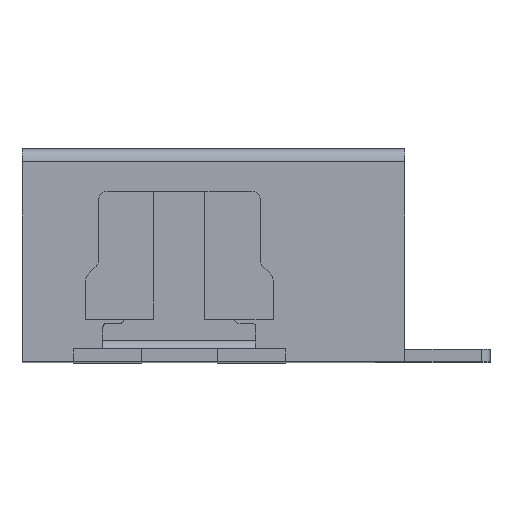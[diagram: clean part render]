
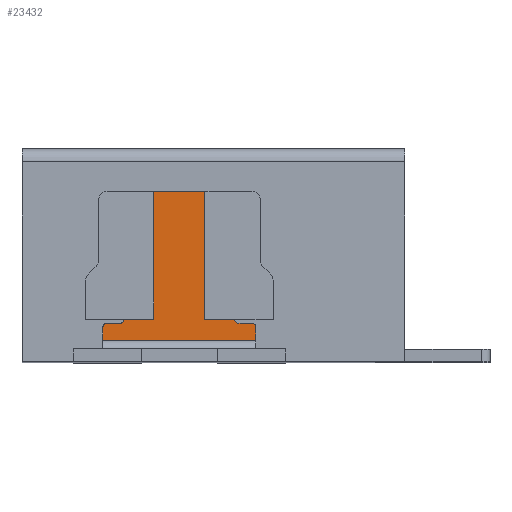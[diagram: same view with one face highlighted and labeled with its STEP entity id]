
A CAD part, top view. The second image highlights one B-rep face of the part: STEP entity #23432.
In plain terms, the highlighted planar face has unit normal (0, 0, 1).
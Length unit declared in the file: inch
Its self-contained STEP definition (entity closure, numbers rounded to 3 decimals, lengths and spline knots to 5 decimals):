
#193 = CARTESIAN_POINT ( 'NONE',  ( -0.45428, -0.64259, 0.24016 ) ) ;
#358 = VECTOR ( 'NONE', #14101, 39.37008 ) ;
#430 = PLANE ( 'NONE',  #20316 ) ;
#437 = ORIENTED_EDGE ( 'NONE', *, *, #12072, .T. ) ;
#666 = CARTESIAN_POINT ( 'NONE',  ( -0.44247, -0.64259, 0.24016 ) ) ;
#772 = VERTEX_POINT ( 'NONE', #13118 ) ;
#867 = VERTEX_POINT ( 'NONE', #193 ) ;
#1416 = LINE ( 'NONE', #10268, #21905 ) ;
#1523 = DIRECTION ( 'NONE',  ( -1., 0., 0. ) ) ;
#1579 = VECTOR ( 'NONE', #3635, 39.37008 ) ;
#1631 = EDGE_CURVE ( 'NONE', #15444, #9983, #9229, .T. ) ;
#1638 = CARTESIAN_POINT ( 'NONE',  ( -0.45822, -0.54416, 0.24016 ) ) ;
#2284 = ORIENTED_EDGE ( 'NONE', *, *, #12163, .T. ) ;
#2697 = DIRECTION ( 'NONE',  ( 0., 1., 0. ) ) ;
#2746 = ORIENTED_EDGE ( 'NONE', *, *, #7613, .T. ) ;
#3174 = VERTEX_POINT ( 'NONE', #22046 ) ;
#3206 = VERTEX_POINT ( 'NONE', #18329 ) ;
#3475 = CARTESIAN_POINT ( 'NONE',  ( -0.33224, -0.64259, 0.24016 ) ) ;
#3511 = CARTESIAN_POINT ( 'NONE',  ( -0.36373, -0.52054, 0.24016 ) ) ;
#3547 = ORIENTED_EDGE ( 'NONE', *, *, #10815, .T. ) ;
#3635 = DIRECTION ( 'NONE',  ( -1., 0., 0. ) ) ;
#4385 = DIRECTION ( 'NONE',  ( 0., 1., 0. ) ) ;
#4678 = LINE ( 'NONE', #15778, #9923 ) ;
#5046 = AXIS2_PLACEMENT_3D ( 'NONE', #19766, #12371, #23193 ) ;
#5406 = VECTOR ( 'NONE', #2697, 39.37008 ) ;
#5634 = EDGE_CURVE ( 'NONE', #3206, #7204, #4678, .T. ) ;
#5853 = ORIENTED_EDGE ( 'NONE', *, *, #15110, .T. ) ;
#6095 = DIRECTION ( 'NONE',  ( -1., 0., 0. ) ) ;
#6172 = CARTESIAN_POINT ( 'NONE',  ( -0.43854, -0.63865, 0.24016 ) ) ;
#6255 = DIRECTION ( 'NONE',  ( 1., 0., 0. ) ) ;
#6287 = LINE ( 'NONE', #22506, #1579 ) ;
#6563 = AXIS2_PLACEMENT_3D ( 'NONE', #18210, #18038, #17891 ) ;
#6578 = EDGE_CURVE ( 'NONE', #7204, #22328, #23686, .T. ) ;
#6713 = EDGE_CURVE ( 'NONE', #9983, #867, #1416, .T. ) ;
#6883 = CARTESIAN_POINT ( 'NONE',  ( -0.41098, -0.63865, 0.24016 ) ) ;
#6895 = ORIENTED_EDGE ( 'NONE', *, *, #16766, .T. ) ;
#6986 = LINE ( 'NONE', #1638, #12851 ) ;
#7204 = VERTEX_POINT ( 'NONE', #13006 ) ;
#7613 = EDGE_CURVE ( 'NONE', #20420, #15444, #15391, .T. ) ;
#7959 = DIRECTION ( 'NONE',  ( 0., 0., -1. ) ) ;
#8027 = CARTESIAN_POINT ( 'NONE',  ( -0.46413, -0.63865, 0.24016 ) ) ;
#8087 = ORIENTED_EDGE ( 'NONE', *, *, #9459, .T. ) ;
#8735 = CARTESIAN_POINT ( 'NONE',  ( -0.46413, -0.52054, 0.24016 ) ) ;
#8929 = VECTOR ( 'NONE', #1523, 39.37008 ) ;
#9149 = VERTEX_POINT ( 'NONE', #3475 ) ;
#9229 = CIRCLE ( 'NONE', #9867, 0.00394 ) ;
#9263 = EDGE_CURVE ( 'NONE', #21337, #9149, #6287, .T. ) ;
#9350 = CARTESIAN_POINT ( 'NONE',  ( -0.31649, -0.64652, 0.24016 ) ) ;
#9403 = LINE ( 'NONE', #8027, #19074 ) ;
#9459 = EDGE_CURVE ( 'NONE', #3174, #13379, #10345, .T. ) ;
#9867 = AXIS2_PLACEMENT_3D ( 'NONE', #12872, #11330, #20456 ) ;
#9907 = EDGE_CURVE ( 'NONE', #18761, #3174, #9403, .T. ) ;
#9923 = VECTOR ( 'NONE', #10187, 39.37008 ) ;
#9983 = VERTEX_POINT ( 'NONE', #666 ) ;
#10187 = DIRECTION ( 'NONE',  ( 1., 0., 0. ) ) ;
#10268 = CARTESIAN_POINT ( 'NONE',  ( -0.46413, -0.64259, 0.24016 ) ) ;
#10295 = LINE ( 'NONE', #21345, #358 ) ;
#10345 = LINE ( 'NONE', #21496, #5406 ) ;
#10815 = EDGE_CURVE ( 'NONE', #9149, #18761, #19833, .T. ) ;
#10900 = CIRCLE ( 'NONE', #6563, 0.00394 ) ;
#11109 = CARTESIAN_POINT ( 'NONE',  ( -0.46413, -0.63865, 0.24016 ) ) ;
#11330 = DIRECTION ( 'NONE',  ( 0., 0., -1. ) ) ;
#11907 = EDGE_LOOP ( 'NONE', ( #8087, #2284, #21694, #2746, #22827, #21192, #6895, #5853, #18586, #18063, #437, #12765, #3547, #14382 ) ) ;
#12072 = EDGE_CURVE ( 'NONE', #22328, #21337, #18208, .T. ) ;
#12163 = EDGE_CURVE ( 'NONE', #13379, #17805, #22242, .T. ) ;
#12371 = DIRECTION ( 'NONE',  ( 0., 0., 1. ) ) ;
#12516 = DIRECTION ( 'NONE',  ( -1., 0., 0. ) ) ;
#12765 = ORIENTED_EDGE ( 'NONE', *, *, #9263, .T. ) ;
#12851 = VECTOR ( 'NONE', #24176, 39.37008 ) ;
#12872 = CARTESIAN_POINT ( 'NONE',  ( -0.44247, -0.63865, 0.24016 ) ) ;
#13006 = CARTESIAN_POINT ( 'NONE',  ( -0.31649, -0.65833, 0.24016 ) ) ;
#13118 = CARTESIAN_POINT ( 'NONE',  ( -0.45822, -0.64652, 0.24016 ) ) ;
#13181 = VECTOR ( 'NONE', #4385, 39.37008 ) ;
#13379 = VERTEX_POINT ( 'NONE', #3511 ) ;
#13480 = CARTESIAN_POINT ( 'NONE',  ( -0.31649, -0.54416, 0.24016 ) ) ;
#13551 = CARTESIAN_POINT ( 'NONE',  ( -0.32043, -0.64259, 0.24016 ) ) ;
#14101 = DIRECTION ( 'NONE',  ( 0., -1., 0. ) ) ;
#14382 = ORIENTED_EDGE ( 'NONE', *, *, #9907, .T. ) ;
#15110 = EDGE_CURVE ( 'NONE', #772, #3206, #6986, .T. ) ;
#15336 = DIRECTION ( 'NONE',  ( 0., 0., 1. ) ) ;
#15391 = LINE ( 'NONE', #11109, #8929 ) ;
#15444 = VERTEX_POINT ( 'NONE', #6172 ) ;
#15778 = CARTESIAN_POINT ( 'NONE',  ( -0.45035, -0.65833, 0.24016 ) ) ;
#15837 = VECTOR ( 'NONE', #12516, 39.37008 ) ;
#16687 = EDGE_CURVE ( 'NONE', #17805, #20420, #10295, .T. ) ;
#16766 = EDGE_CURVE ( 'NONE', #867, #772, #10900, .T. ) ;
#17379 = DIRECTION ( 'NONE',  ( -1., 0., 0. ) ) ;
#17496 = CARTESIAN_POINT ( 'NONE',  ( -0.41098, -0.52054, 0.24016 ) ) ;
#17805 = VERTEX_POINT ( 'NONE', #17496 ) ;
#17891 = DIRECTION ( 'NONE',  ( 1., 0., 0. ) ) ;
#18038 = DIRECTION ( 'NONE',  ( 0., 0., 1. ) ) ;
#18063 = ORIENTED_EDGE ( 'NONE', *, *, #6578, .T. ) ;
#18208 = CIRCLE ( 'NONE', #5046, 0.00394 ) ;
#18210 = CARTESIAN_POINT ( 'NONE',  ( -0.45428, -0.64652, 0.24016 ) ) ;
#18329 = CARTESIAN_POINT ( 'NONE',  ( -0.45822, -0.65833, 0.24016 ) ) ;
#18586 = ORIENTED_EDGE ( 'NONE', *, *, #5634, .T. ) ;
#18761 = VERTEX_POINT ( 'NONE', #19185 ) ;
#19074 = VECTOR ( 'NONE', #6095, 39.37008 ) ;
#19185 = CARTESIAN_POINT ( 'NONE',  ( -0.33617, -0.63865, 0.24016 ) ) ;
#19232 = CARTESIAN_POINT ( 'NONE',  ( -0.33224, -0.63865, 0.24016 ) ) ;
#19766 = CARTESIAN_POINT ( 'NONE',  ( -0.32043, -0.64652, 0.24016 ) ) ;
#19833 = CIRCLE ( 'NONE', #22794, 0.00394 ) ;
#20316 = AXIS2_PLACEMENT_3D ( 'NONE', #22959, #15336, #6255 ) ;
#20420 = VERTEX_POINT ( 'NONE', #6883 ) ;
#20456 = DIRECTION ( 'NONE',  ( 1., 0., 0. ) ) ;
#21192 = ORIENTED_EDGE ( 'NONE', *, *, #6713, .T. ) ;
#21337 = VERTEX_POINT ( 'NONE', #13551 ) ;
#21345 = CARTESIAN_POINT ( 'NONE',  ( -0.41098, -0.54416, 0.24016 ) ) ;
#21496 = CARTESIAN_POINT ( 'NONE',  ( -0.36373, -0.54416, 0.24016 ) ) ;
#21694 = ORIENTED_EDGE ( 'NONE', *, *, #16687, .T. ) ;
#21905 = VECTOR ( 'NONE', #21935, 39.37008 ) ;
#21935 = DIRECTION ( 'NONE',  ( -1., 0., 0. ) ) ;
#22046 = CARTESIAN_POINT ( 'NONE',  ( -0.36373, -0.63865, 0.24016 ) ) ;
#22242 = LINE ( 'NONE', #8735, #15837 ) ;
#22328 = VERTEX_POINT ( 'NONE', #9350 ) ;
#22506 = CARTESIAN_POINT ( 'NONE',  ( -0.46413, -0.64259, 0.24016 ) ) ;
#22794 = AXIS2_PLACEMENT_3D ( 'NONE', #19232, #7959, #17379 ) ;
#22827 = ORIENTED_EDGE ( 'NONE', *, *, #1631, .T. ) ;
#22891 = FACE_OUTER_BOUND ( 'NONE', #11907, .T. ) ;
#22959 = CARTESIAN_POINT ( 'NONE',  ( -0.46413, -0.54416, 0.24016 ) ) ;
#23193 = DIRECTION ( 'NONE',  ( -1., 0., 0. ) ) ;
#23432 = ADVANCED_FACE ( 'NONE', ( #22891 ), #430, .T. ) ;
#23686 = LINE ( 'NONE', #13480, #13181 ) ;
#24176 = DIRECTION ( 'NONE',  ( 0., -1., 0. ) ) ;
